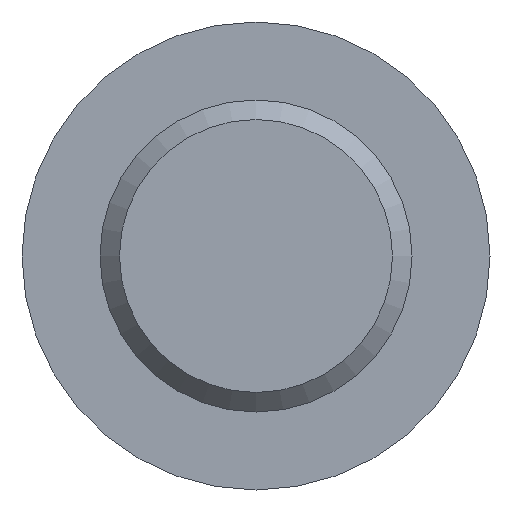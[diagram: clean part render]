
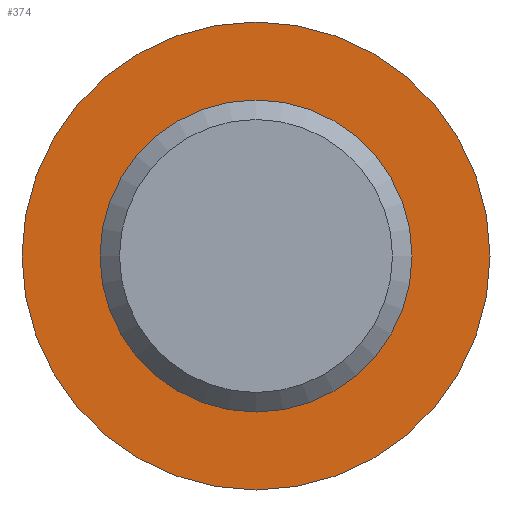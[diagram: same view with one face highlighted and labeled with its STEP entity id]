
A CAD part, front view. The second image highlights one B-rep face of the part: STEP entity #374.
In plain terms, the highlighted planar face has unit normal (0, -1, 0).
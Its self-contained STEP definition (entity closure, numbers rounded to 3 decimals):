
#7 = EDGE_LOOP ( 'NONE', ( #538 ) ) ;
#13 = AXIS2_PLACEMENT_3D ( 'NONE', #334, #409, #112 ) ;
#57 = DIRECTION ( 'NONE',  ( 0., 0., -1. ) ) ;
#76 = AXIS2_PLACEMENT_3D ( 'NONE', #517, #313, #57 ) ;
#86 = CARTESIAN_POINT ( 'NONE',  ( -10., 70., 0. ) ) ;
#112 = DIRECTION ( 'NONE',  ( 0., 0., -1. ) ) ;
#144 = DIRECTION ( 'NONE',  ( 0., 1., 0. ) ) ;
#155 = EDGE_CURVE ( 'NONE', #450, #450, #304, .T. ) ;
#161 = CARTESIAN_POINT ( 'NONE',  ( 0., 70., -15. ) ) ;
#167 = CIRCLE ( 'NONE', #13, 10. ) ;
#174 = EDGE_CURVE ( 'NONE', #491, #491, #167, .T. ) ;
#175 = ORIENTED_EDGE ( 'NONE', *, *, #155, .T. ) ;
#220 = PLANE ( 'NONE',  #429 ) ;
#304 = CIRCLE ( 'NONE', #76, 15. ) ;
#305 = FACE_BOUND ( 'NONE', #7, .T. ) ;
#313 = DIRECTION ( 'NONE',  ( 0., -1., 0. ) ) ;
#334 = CARTESIAN_POINT ( 'NONE',  ( 0., 70., 0. ) ) ;
#350 = DIRECTION ( 'NONE',  ( 0., 0., 1. ) ) ;
#374 = ADVANCED_FACE ( 'NONE', ( #305, #475 ), #220, .F. ) ;
#409 = DIRECTION ( 'NONE',  ( 0., -1., 0. ) ) ;
#419 = CARTESIAN_POINT ( 'NONE',  ( 0., 70., -10. ) ) ;
#429 = AXIS2_PLACEMENT_3D ( 'NONE', #86, #144, #350 ) ;
#450 = VERTEX_POINT ( 'NONE', #161 ) ;
#471 = EDGE_LOOP ( 'NONE', ( #175 ) ) ;
#475 = FACE_OUTER_BOUND ( 'NONE', #471, .T. ) ;
#491 = VERTEX_POINT ( 'NONE', #419 ) ;
#517 = CARTESIAN_POINT ( 'NONE',  ( 0., 70., 0. ) ) ;
#538 = ORIENTED_EDGE ( 'NONE', *, *, #174, .F. ) ;
